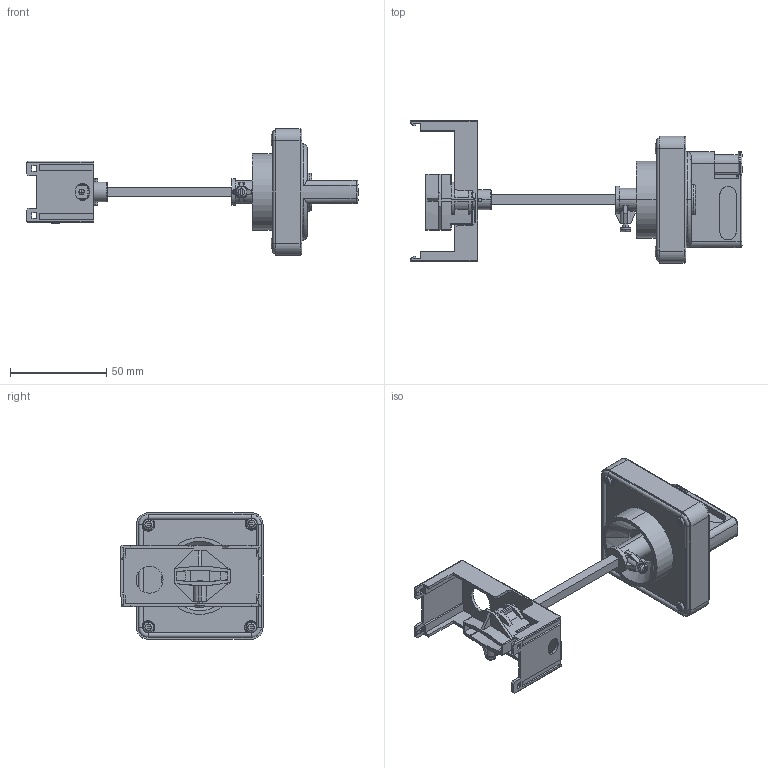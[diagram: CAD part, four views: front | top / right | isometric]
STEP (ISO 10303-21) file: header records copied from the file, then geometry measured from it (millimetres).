
FILE_DESCRIPTION (( 'STEP AP203' ), '1' );
FILE_NAME ('HPX1-EHRN3R-GY3.step', '2022-11-01T18:18:11', ( '' ), ( '' ), 'SwSTEP 2.0', 'SolidWorks 2021', '' );
FILE_SCHEMA (( 'CONFIG_CONTROL_DESIGN' ));
Length unit declared in the file: inch
Products named in the file (1): HPX1-EHRN3R-GY3
Bounding box: 172.91 x 74.02 x 66 mm (x, y, z)
Volume: 105518.1 mm3; surface area: 42473.8 mm2
Topology: 4 solids, 4 shells, 807 faces, 2249 edges, 1461 vertices
Faces by surface type: plane 477, cylinder 215, torus 86, bspline 13, sphere 12, cone 4
Entity records: 30601 total; most frequent: CARTESIAN_POINT 10821, ORIENTED_EDGE 4480, DIRECTION 3555, EDGE_CURVE 2240, VERTEX_POINT 1461, LINE 1321, VECTOR 1321, AXIS2_PLACEMENT_3D 1117
